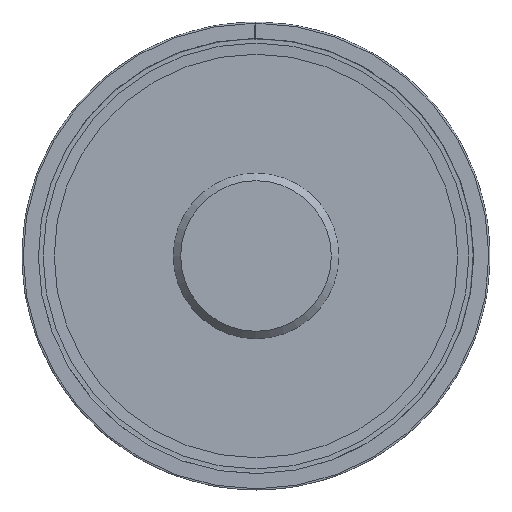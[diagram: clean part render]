
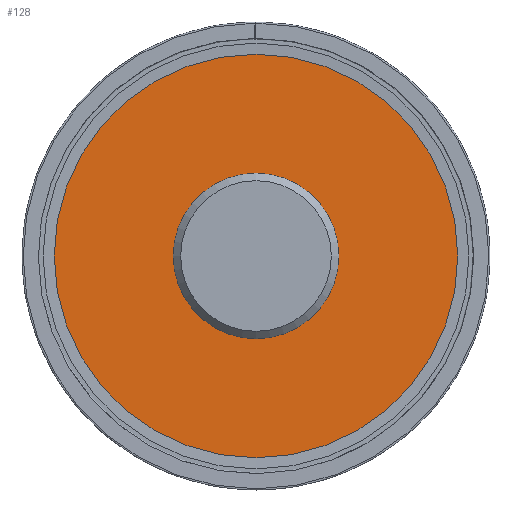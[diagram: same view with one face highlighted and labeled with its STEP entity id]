
A CAD part, left-side view. The second image highlights one B-rep face of the part: STEP entity #128.
In plain terms, the highlighted planar face has unit normal (-1, 0, 0).
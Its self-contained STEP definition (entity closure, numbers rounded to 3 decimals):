
#59=FACE_BOUND('',#236,.T.);
#60=FACE_BOUND('',#237,.T.);
#87=PLANE('',#680);
#128=ADVANCED_FACE('',(#59,#60),#87,.F.);
#236=EDGE_LOOP('',(#420));
#237=EDGE_LOOP('',(#421));
#420=ORIENTED_EDGE('',*,*,#535,.F.);
#421=ORIENTED_EDGE('',*,*,#545,.T.);
#459=VERTEX_POINT('',#1384);
#469=VERTEX_POINT('',#1415);
#535=EDGE_CURVE('',#459,#459,#595,.T.);
#545=EDGE_CURVE('',#469,#469,#605,.T.);
#595=CIRCLE('',#657,28.3);
#605=CIRCLE('',#678,68.984);
#657=AXIS2_PLACEMENT_3D('',#1383,#799,#800);
#678=AXIS2_PLACEMENT_3D('',#1414,#841,#842);
#680=AXIS2_PLACEMENT_3D('',#1417,#845,#846);
#799=DIRECTION('',(-1.,0.,0.));
#800=DIRECTION('',(0.,0.,1.));
#841=DIRECTION('',(-1.,0.,0.));
#842=DIRECTION('',(0.,0.,1.));
#845=DIRECTION('',(1.,0.,0.));
#846=DIRECTION('',(0.,0.,-1.));
#1383=CARTESIAN_POINT('',(0.55,0.,0.));
#1384=CARTESIAN_POINT('',(0.55,0.,28.3));
#1414=CARTESIAN_POINT('',(0.55,0.,0.));
#1415=CARTESIAN_POINT('',(0.55,0.,68.984));
#1417=CARTESIAN_POINT('',(0.55,68.984,0.));
